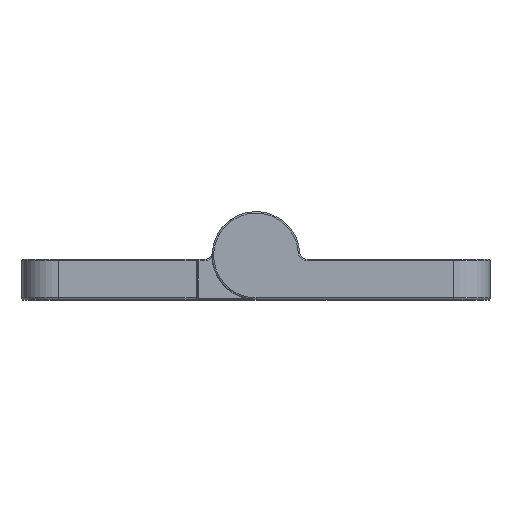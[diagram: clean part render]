
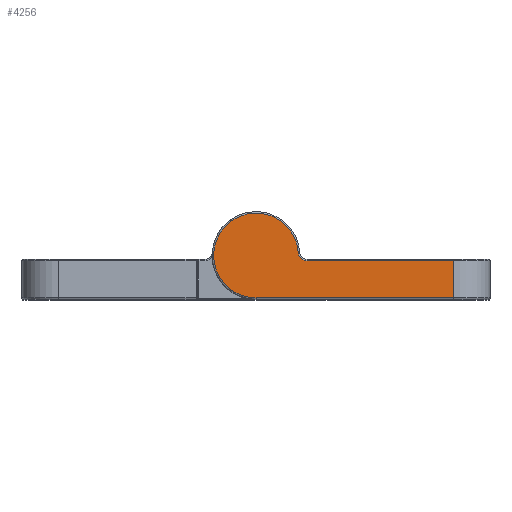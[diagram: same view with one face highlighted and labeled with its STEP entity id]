
A CAD part, top view. The second image highlights one B-rep face of the part: STEP entity #4256.
In plain terms, the highlighted planar face has unit normal (0, 0, 1).
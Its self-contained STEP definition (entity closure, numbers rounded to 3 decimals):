
#2167 = VERTEX_POINT ( 'NONE', #6703 ) ;
#2220 = EDGE_CURVE ( 'NONE', #2167, #2227, #6846, .T. ) ;
#2227 = VERTEX_POINT ( 'NONE', #7078 ) ;
#4183 = EDGE_CURVE ( 'NONE', #4284, #4257, #10313, .T. ) ;
#4184 = ORIENTED_EDGE ( 'NONE', *, *, #4186, .T. ) ;
#4186 = EDGE_CURVE ( 'NONE', #4278, #2167, #10388, .T. ) ;
#4188 = ORIENTED_EDGE ( 'NONE', *, *, #2220, .T. ) ;
#4256 = ADVANCED_FACE ( 'NONE', ( #11877 ), #11894, .F. ) ;
#4257 = VERTEX_POINT ( 'NONE', #11872 ) ;
#4258 = EDGE_CURVE ( 'NONE', #4257, #4366, #11992, .T. ) ;
#4271 = ORIENTED_EDGE ( 'NONE', *, *, #4258, .T. ) ;
#4272 = EDGE_CURVE ( 'NONE', #4366, #4278, #11973, .T. ) ;
#4273 = ORIENTED_EDGE ( 'NONE', *, *, #4272, .T. ) ;
#4278 = VERTEX_POINT ( 'NONE', #12069 ) ;
#4279 = EDGE_LOOP ( 'NONE', ( #4374, #4271, #4273, #4184, #4188, #4326 ) ) ;
#4284 = VERTEX_POINT ( 'NONE', #12087 ) ;
#4325 = EDGE_CURVE ( 'NONE', #2227, #4284, #12237, .T. ) ;
#4326 = ORIENTED_EDGE ( 'NONE', *, *, #4325, .T. ) ;
#4366 = VERTEX_POINT ( 'NONE', #12359 ) ;
#4374 = ORIENTED_EDGE ( 'NONE', *, *, #4183, .T. ) ;
#6703 = CARTESIAN_POINT ( 'NONE',  ( -18.8, 6., 39.7 ) ) ;
#6846 = CIRCLE ( 'NONE', #6938, 5.8 ) ;
#6935 = DIRECTION ( 'NONE',  ( -1., 0., 0. ) ) ;
#6936 = DIRECTION ( 'NONE',  ( 0., 0., 1. ) ) ;
#6938 = AXIS2_PLACEMENT_3D ( 'NONE', #6962, #6936, #6935 ) ;
#6962 = CARTESIAN_POINT ( 'NONE',  ( -13., 6., 39.7 ) ) ;
#7078 = CARTESIAN_POINT ( 'NONE',  ( -13., 0.2, 39.7 ) ) ;
#10305 = DIRECTION ( 'NONE',  ( 0., 1., 0. ) ) ;
#10306 = CARTESIAN_POINT ( 'NONE',  ( 14., 12., 39.7 ) ) ;
#10313 = LINE ( 'NONE', #10306, #10382 ) ;
#10360 = DIRECTION ( 'NONE',  ( -1., 0., 0. ) ) ;
#10362 = DIRECTION ( 'NONE',  ( 0., 0., 1. ) ) ;
#10382 = VECTOR ( 'NONE', #10305, 1000. ) ;
#10388 = CIRCLE ( 'NONE', #10397, 5.8 ) ;
#10397 = AXIS2_PLACEMENT_3D ( 'NONE', #10407, #10362, #10360 ) ;
#10407 = CARTESIAN_POINT ( 'NONE',  ( -13., 6., 39.7 ) ) ;
#11872 = CARTESIAN_POINT ( 'NONE',  ( 14., 5.3, 39.7 ) ) ;
#11877 = FACE_OUTER_BOUND ( 'NONE', #4279, .T. ) ;
#11878 = CARTESIAN_POINT ( 'NONE',  ( -19., 12., 39.7 ) ) ;
#11881 = AXIS2_PLACEMENT_3D ( 'NONE', #11878, #11948, #11947 ) ;
#11894 = PLANE ( 'NONE',  #11881 ) ;
#11947 = DIRECTION ( 'NONE',  ( -1., 0., 0. ) ) ;
#11948 = DIRECTION ( 'NONE',  ( 0., 0., -1. ) ) ;
#11973 = CIRCLE ( 'NONE', #12085, 1.2 ) ;
#11988 = DIRECTION ( 'NONE',  ( -1., 0., 0. ) ) ;
#11989 = VECTOR ( 'NONE', #11988, 1000. ) ;
#11991 = CARTESIAN_POINT ( 'NONE',  ( -19., 5.3, 39.7 ) ) ;
#11992 = LINE ( 'NONE', #11991, #11989 ) ;
#12069 = CARTESIAN_POINT ( 'NONE',  ( -7.215, 6.414, 39.7 ) ) ;
#12080 = DIRECTION ( 'NONE',  ( -1., 0., 0. ) ) ;
#12082 = DIRECTION ( 'NONE',  ( 0., 0., -1. ) ) ;
#12083 = CARTESIAN_POINT ( 'NONE',  ( -6.018, 6.5, 39.7 ) ) ;
#12085 = AXIS2_PLACEMENT_3D ( 'NONE', #12083, #12082, #12080 ) ;
#12087 = CARTESIAN_POINT ( 'NONE',  ( 14., 0.2, 39.7 ) ) ;
#12232 = DIRECTION ( 'NONE',  ( 1., 0., 0. ) ) ;
#12233 = VECTOR ( 'NONE', #12232, 1000. ) ;
#12235 = CARTESIAN_POINT ( 'NONE',  ( 14., 0.2, 39.7 ) ) ;
#12237 = LINE ( 'NONE', #12235, #12233 ) ;
#12359 = CARTESIAN_POINT ( 'NONE',  ( -6.018, 5.3, 39.7 ) ) ;
